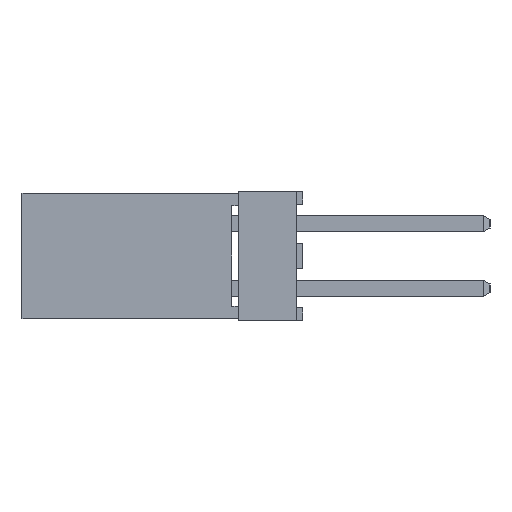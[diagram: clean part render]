
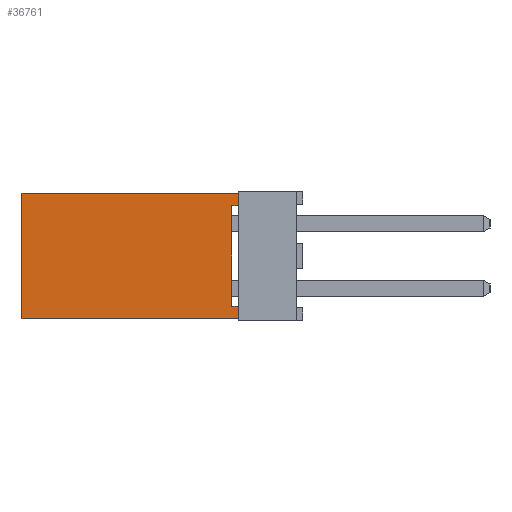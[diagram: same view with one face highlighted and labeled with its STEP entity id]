
A CAD part, left-side view. The second image highlights one B-rep face of the part: STEP entity #36761.
In plain terms, the highlighted planar face has unit normal (-1, 0, 0).
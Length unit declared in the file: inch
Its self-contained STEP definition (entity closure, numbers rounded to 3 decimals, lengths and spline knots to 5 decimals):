
#787=ORIENTED_EDGE('',*,*,#11291,.T.);
#788=ORIENTED_EDGE('',*,*,#10965,.T.);
#789=ORIENTED_EDGE('',*,*,#11145,.F.);
#790=ORIENTED_EDGE('',*,*,#11367,.F.);
#791=ORIENTED_EDGE('',*,*,#11139,.T.);
#792=ORIENTED_EDGE('',*,*,#11064,.T.);
#793=ORIENTED_EDGE('',*,*,#11366,.T.);
#794=ORIENTED_EDGE('',*,*,#11368,.T.);
#10965=EDGE_CURVE('',#16306,#16305,#19801,.T.);
#11064=EDGE_CURVE('',#16405,#16404,#19900,.T.);
#11139=EDGE_CURVE('',#16455,#16405,#19975,.T.);
#11145=EDGE_CURVE('',#16459,#16305,#19981,.T.);
#11291=EDGE_CURVE('',#16556,#16306,#20127,.T.);
#11366=EDGE_CURVE('',#16404,#16606,#20202,.T.);
#11367=EDGE_CURVE('',#16455,#16459,#20203,.T.);
#11368=EDGE_CURVE('',#16606,#16556,#20204,.T.);
#16305=VERTEX_POINT('',#50652);
#16306=VERTEX_POINT('',#50654);
#16404=VERTEX_POINT('',#50875);
#16405=VERTEX_POINT('',#50877);
#16455=VERTEX_POINT('',#51003);
#16459=VERTEX_POINT('',#51013);
#16556=VERTEX_POINT('',#51280);
#16606=VERTEX_POINT('',#51431);
#19801=LINE('',#50653,#25045);
#19900=LINE('',#50876,#25144);
#19975=LINE('',#51002,#25219);
#19981=LINE('',#51014,#25225);
#20127=LINE('',#51282,#25371);
#20202=LINE('',#51432,#25446);
#20203=LINE('',#51434,#25447);
#20204=LINE('',#51435,#25448);
#25045=VECTOR('',#41046,39.37008);
#25144=VECTOR('',#41195,39.37008);
#25219=VECTOR('',#41272,39.37008);
#25225=VECTOR('',#41280,39.37008);
#25371=VECTOR('',#41476,39.37008);
#25446=VECTOR('',#41601,39.37008);
#25447=VECTOR('',#41604,39.37008);
#25448=VECTOR('',#41605,39.37008);
#30293=EDGE_LOOP('',(#787,#788,#789,#790,#791,#792,#793,#794));
#32529=FACE_BOUND('',#30293,.T.);
#34765=PLANE('',#38854);
#36761=ADVANCED_FACE('',(#32529),#34765,.F.);
#38854=AXIS2_PLACEMENT_3D('',#51433,#41602,#41603);
#41046=DIRECTION('',(0.,0.,1.));
#41195=DIRECTION('',(0.,0.,1.));
#41272=DIRECTION('',(0.,-1.,0.));
#41280=DIRECTION('',(0.,-1.,0.));
#41476=DIRECTION('',(0.,-1.,0.));
#41601=DIRECTION('',(0.,1.,0.));
#41602=DIRECTION('',(1.,0.,0.));
#41603=DIRECTION('',(0.,0.,-1.));
#41604=DIRECTION('',(0.,0.,1.));
#41605=DIRECTION('',(0.,0.,1.));
#50652=CARTESIAN_POINT('',(0.,0.,0.0975));
#50653=CARTESIAN_POINT('',(0.,0.,-0.0975));
#50654=CARTESIAN_POINT('',(0.,0.,0.0775));
#50875=CARTESIAN_POINT('',(0.,0.,-0.0775));
#50876=CARTESIAN_POINT('',(0.,0.,-0.0975));
#50877=CARTESIAN_POINT('',(0.,0.,-0.0975));
#51002=CARTESIAN_POINT('',(0.,0.335,-0.0975));
#51003=CARTESIAN_POINT('',(0.,0.335,-0.0975));
#51013=CARTESIAN_POINT('',(0.,0.335,0.0975));
#51014=CARTESIAN_POINT('',(0.,0.335,0.0975));
#51280=CARTESIAN_POINT('',(0.,0.01,0.0775));
#51282=CARTESIAN_POINT('',(0.,0.01,0.0775));
#51431=CARTESIAN_POINT('',(0.,0.01,-0.0775));
#51432=CARTESIAN_POINT('',(0.,0.,-0.0775));
#51433=CARTESIAN_POINT('',(0.,0.335,-0.0975));
#51434=CARTESIAN_POINT('',(0.,0.335,-0.0975));
#51435=CARTESIAN_POINT('',(0.,0.01,-0.0775));
